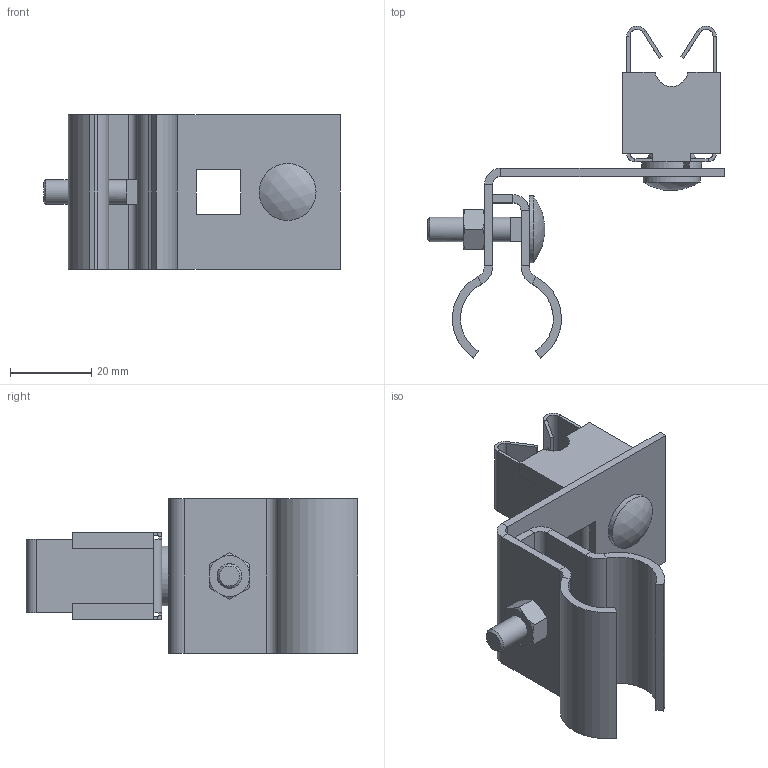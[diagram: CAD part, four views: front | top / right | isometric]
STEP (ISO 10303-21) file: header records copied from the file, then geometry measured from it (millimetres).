
FILE_DESCRIPTION (( 'STEP AP214' ), '1' );
FILE_NAME ('5317512.stp', '2023-04-11T13:34:17', ( '' ), ( '' ), 'SwSTEP 2.0', 'SolidWorks 2022', '' );
FILE_SCHEMA (( 'AUTOMOTIVE_DESIGN' ));
Length unit declared in the file: millimetre
Products named in the file (9): 020162; 35016558_Standard; KTS 14.001-020_M6x25-; 084561_Standard; 5317512; 084562_Standard; 020242_ISO 4032 - M6 ; 0071977_M6; 084560_Standard
Assembly tree (8 placements, depth 3):
  5317512
    084562_Standard
      084561_Standard
      084560_Standard
      020242_ISO 4032 - M6 
      020162
    0071977_M6
    KTS 14.001-020_M6x25-
    35016558_Standard
Bounding box: 73 x 81.6 x 38 mm (x, y, z)
Volume: 16384.3 mm3; surface area: 21463.9 mm2
Topology: 7 solids, 7 shells, 230 faces, 535 edges, 324 vertices
Faces by surface type: plane 173, cylinder 36, cone 15, torus 4, sphere 2
Full cylindrical faces by diameter (mm): 4.92 x2, 6 x4, 6.52 x1, 6.6 x1, 14 x1, 16.55 x1
Entity records: 7328 total; most frequent: CARTESIAN_POINT 1198, DIRECTION 1072, ORIENTED_EDGE 1030, EDGE_CURVE 515, VECTOR 394, LINE 394, AXIS2_PLACEMENT_3D 339, VERTEX_POINT 321
